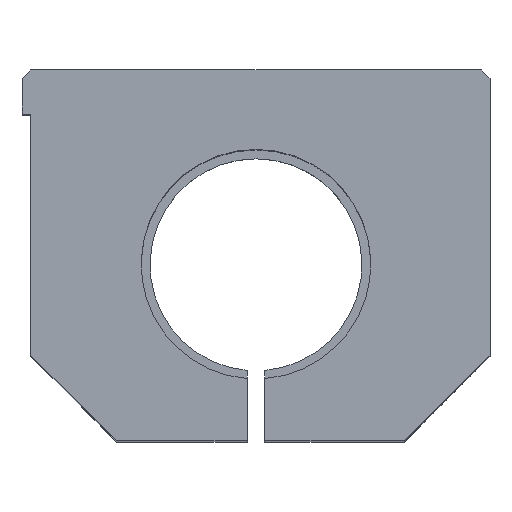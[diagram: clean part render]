
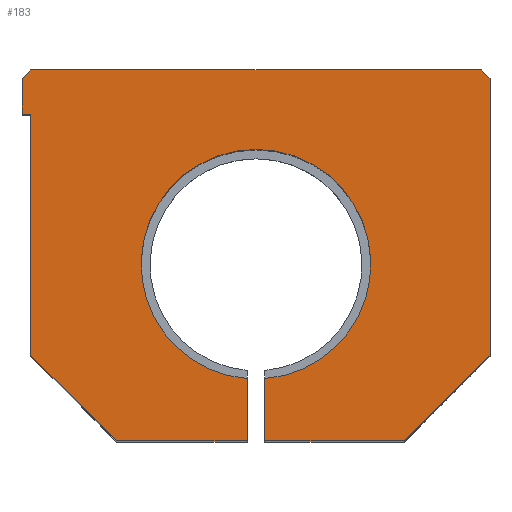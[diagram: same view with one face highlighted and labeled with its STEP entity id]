
A CAD part, top view. The second image highlights one B-rep face of the part: STEP entity #183.
In plain terms, the highlighted planar face has unit normal (0, 0, 1).
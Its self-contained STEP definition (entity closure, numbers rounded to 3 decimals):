
#183 = ADVANCED_FACE( '', ( #423 ), #424, .T. );
#423 = FACE_OUTER_BOUND( '', #663, .T. );
#424 = PLANE( '', #664 );
#663 = EDGE_LOOP( '', ( #1540, #1541, #1542, #1543, #1544, #1545, #1546, #1547, #1548, #1549, #1550, #1551, #1552, #1553, #1554 ) );
#664 = AXIS2_PLACEMENT_3D( '', #1555, #1556, #1557 );
#1540 = ORIENTED_EDGE( '', *, *, #1702, .T. );
#1541 = ORIENTED_EDGE( '', *, *, #1559, .T. );
#1542 = ORIENTED_EDGE( '', *, *, #1829, .T. );
#1543 = ORIENTED_EDGE( '', *, *, #1704, .T. );
#1544 = ORIENTED_EDGE( '', *, *, #1744, .F. );
#1545 = ORIENTED_EDGE( '', *, *, #1813, .F. );
#1546 = ORIENTED_EDGE( '', *, *, #1815, .F. );
#1547 = ORIENTED_EDGE( '', *, *, #1835, .F. );
#1548 = ORIENTED_EDGE( '', *, *, #1833, .F. );
#1549 = ORIENTED_EDGE( '', *, *, #1830, .F. );
#1550 = ORIENTED_EDGE( '', *, *, #1840, .F. );
#1551 = ORIENTED_EDGE( '', *, *, #1838, .F. );
#1552 = ORIENTED_EDGE( '', *, *, #1818, .F. );
#1553 = ORIENTED_EDGE( '', *, *, #1822, .F. );
#1554 = ORIENTED_EDGE( '', *, *, #1836, .F. );
#1555 = CARTESIAN_POINT( '', ( 0., 0., 84. ) );
#1556 = DIRECTION( '', ( 0., 0., 1. ) );
#1557 = DIRECTION( '', ( 1., 0., 0. ) );
#1559 = EDGE_CURVE( '', #1844, #1841, #1845, .T. );
#1702 = EDGE_CURVE( '', #2084, #1844, #2093, .T. );
#1704 = EDGE_CURVE( '', #2097, #2094, #2098, .T. );
#1744 = EDGE_CURVE( '', #2164, #2094, #2166, .T. );
#1813 = EDGE_CURVE( '', #2270, #2164, #2272, .T. );
#1815 = EDGE_CURVE( '', #2273, #2270, #2275, .T. );
#1818 = EDGE_CURVE( '', #2277, #2279, #2280, .T. );
#1822 = EDGE_CURVE( '', #2283, #2277, #2285, .T. );
#1829 = EDGE_CURVE( '', #1841, #2097, #2292, .T. );
#1830 = EDGE_CURVE( '', #2293, #2294, #2295, .T. );
#1833 = EDGE_CURVE( '', #2294, #2298, #2299, .T. );
#1835 = EDGE_CURVE( '', #2298, #2273, #2301, .T. );
#1836 = EDGE_CURVE( '', #2084, #2283, #2302, .T. );
#1838 = EDGE_CURVE( '', #2279, #2304, #2305, .T. );
#1840 = EDGE_CURVE( '', #2304, #2293, #2307, .T. );
#1841 = VERTEX_POINT( '', #2308 );
#1844 = VERTEX_POINT( '', #2312 );
#1845 = CIRCLE( '', #2313, 13. );
#2084 = VERTEX_POINT( '', #2670 );
#2093 = LINE( '', #2687, #2688 );
#2094 = VERTEX_POINT( '', #2689 );
#2097 = VERTEX_POINT( '', #2693 );
#2098 = LINE( '', #2694, #2695 );
#2164 = VERTEX_POINT( '', #2845 );
#2166 = LINE( '', #2848, #2849 );
#2270 = VERTEX_POINT( '', #2991 );
#2272 = LINE( '', #2994, #2995 );
#2273 = VERTEX_POINT( '', #2996 );
#2275 = LINE( '', #2999, #3000 );
#2277 = VERTEX_POINT( '', #3003 );
#2279 = VERTEX_POINT( '', #3006 );
#2280 = LINE( '', #3007, #3008 );
#2283 = VERTEX_POINT( '', #3013 );
#2285 = LINE( '', #3016, #3017 );
#2292 = CIRCLE( '', #3025, 13. );
#2293 = VERTEX_POINT( '', #3026 );
#2294 = VERTEX_POINT( '', #3027 );
#2295 = LINE( '', #3028, #3029 );
#2298 = VERTEX_POINT( '', #3034 );
#2299 = LINE( '', #3035, #3036 );
#2301 = LINE( '', #3039, #3040 );
#2302 = LINE( '', #3041, #3042 );
#2304 = VERTEX_POINT( '', #3045 );
#2305 = LINE( '', #3046, #3047 );
#2307 = LINE( '', #3050, #3051 );
#2308 = CARTESIAN_POINT( '', ( 0., 33., 84. ) );
#2312 = CARTESIAN_POINT( '', ( -1., 7.039, 84. ) );
#2313 = AXIS2_PLACEMENT_3D( '', #3053, #3054, #3055 );
#2670 = CARTESIAN_POINT( '', ( -1., 0., 84. ) );
#2687 = CARTESIAN_POINT( '', ( -1., 0., 84. ) );
#2688 = VECTOR( '', #3341, 1. );
#2689 = CARTESIAN_POINT( '', ( 1., 0., 84. ) );
#2693 = CARTESIAN_POINT( '', ( 1., 7.039, 84. ) );
#2694 = CARTESIAN_POINT( '', ( 1., 0., 84. ) );
#2695 = VECTOR( '', #3343, 1. );
#2845 = CARTESIAN_POINT( '', ( 16.8, 0., 84. ) );
#2848 = CARTESIAN_POINT( '', ( -15.8, 0., 84. ) );
#2849 = VECTOR( '', #3402, 1. );
#2991 = CARTESIAN_POINT( '', ( 26.5, 9.7, 84. ) );
#2994 = CARTESIAN_POINT( '', ( 16.8, 0., 84. ) );
#2995 = VECTOR( '', #3529, 1. );
#2996 = CARTESIAN_POINT( '', ( 26.5, 41., 84. ) );
#2999 = CARTESIAN_POINT( '', ( 26.5, 9.7, 84. ) );
#3000 = VECTOR( '', #3531, 1. );
#3003 = CARTESIAN_POINT( '', ( -25.5, 9.7, 84. ) );
#3006 = CARTESIAN_POINT( '', ( -25.5, 37., 84. ) );
#3007 = CARTESIAN_POINT( '', ( -25.5, 37., 84. ) );
#3008 = VECTOR( '', #3534, 1. );
#3013 = CARTESIAN_POINT( '', ( -15.8, 0., 84. ) );
#3016 = CARTESIAN_POINT( '', ( -25.5, 9.7, 84. ) );
#3017 = VECTOR( '', #3538, 1. );
#3025 = AXIS2_PLACEMENT_3D( '', #3555, #3556, #3557 );
#3026 = CARTESIAN_POINT( '', ( -26.5, 41., 84. ) );
#3027 = CARTESIAN_POINT( '', ( -25.5, 42., 84. ) );
#3028 = CARTESIAN_POINT( '', ( -25.5, 42., 84. ) );
#3029 = VECTOR( '', #3558, 1. );
#3034 = CARTESIAN_POINT( '', ( 25.5, 42., 84. ) );
#3035 = CARTESIAN_POINT( '', ( 25.5, 42., 84. ) );
#3036 = VECTOR( '', #3561, 1. );
#3039 = CARTESIAN_POINT( '', ( 26.5, 41., 84. ) );
#3040 = VECTOR( '', #3563, 1. );
#3041 = CARTESIAN_POINT( '', ( -15.8, 0., 84. ) );
#3042 = VECTOR( '', #3564, 1. );
#3045 = CARTESIAN_POINT( '', ( -26.5, 37., 84. ) );
#3046 = CARTESIAN_POINT( '', ( -26.5, 37., 84. ) );
#3047 = VECTOR( '', #3566, 1. );
#3050 = CARTESIAN_POINT( '', ( -26.5, 41., 84. ) );
#3051 = VECTOR( '', #3568, 1. );
#3053 = CARTESIAN_POINT( '', ( 0., 20., 84. ) );
#3054 = DIRECTION( '', ( 0., 0., -1. ) );
#3055 = DIRECTION( '', ( 0., 1., 0. ) );
#3341 = DIRECTION( '', ( 0., 1., 0. ) );
#3343 = DIRECTION( '', ( 0., -1., 0. ) );
#3402 = DIRECTION( '', ( -1., 0., 0. ) );
#3529 = DIRECTION( '', ( -0.707, -0.707, 0. ) );
#3531 = DIRECTION( '', ( 0., -1., 0. ) );
#3534 = DIRECTION( '', ( 0., 1., 0. ) );
#3538 = DIRECTION( '', ( -0.707, 0.707, 0. ) );
#3555 = CARTESIAN_POINT( '', ( 0., 20., 84. ) );
#3556 = DIRECTION( '', ( 0., 0., -1. ) );
#3557 = DIRECTION( '', ( 0., 1., 0. ) );
#3558 = DIRECTION( '', ( 0.707, 0.707, 0. ) );
#3561 = DIRECTION( '', ( 1., 0., 0. ) );
#3563 = DIRECTION( '', ( 0.707, -0.707, 0. ) );
#3564 = DIRECTION( '', ( -1., 0., 0. ) );
#3566 = DIRECTION( '', ( -1., 0., 0. ) );
#3568 = DIRECTION( '', ( 0., 1., 0. ) );
